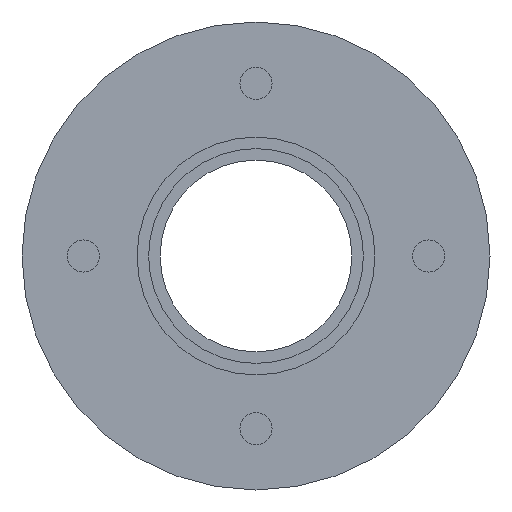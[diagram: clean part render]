
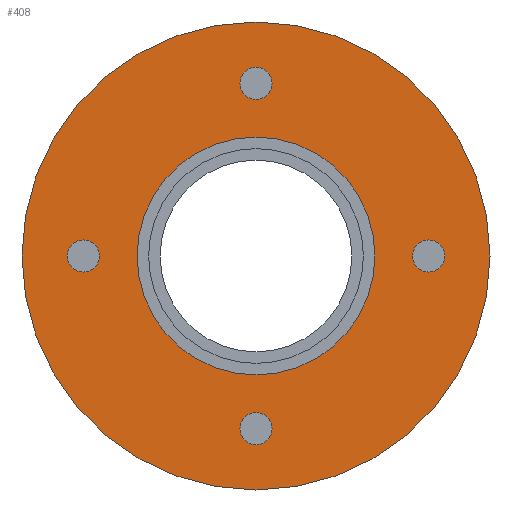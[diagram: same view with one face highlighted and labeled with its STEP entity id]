
A CAD part, left-side view. The second image highlights one B-rep face of the part: STEP entity #408.
In plain terms, the highlighted planar face has unit normal (-1, 0, 0).
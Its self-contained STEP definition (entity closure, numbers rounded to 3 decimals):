
#54=ORIENTED_EDGE('',*,*,#79,.T.);
#55=ORIENTED_EDGE('',*,*,#82,.T.);
#56=ORIENTED_EDGE('',*,*,#85,.T.);
#57=ORIENTED_EDGE('',*,*,#91,.T.);
#58=ORIENTED_EDGE('',*,*,#92,.F.);
#59=ORIENTED_EDGE('',*,*,#90,.T.);
#79=EDGE_CURVE('',#101,#101,#123,.T.);
#82=EDGE_CURVE('',#104,#104,#126,.T.);
#85=EDGE_CURVE('',#107,#107,#129,.T.);
#90=EDGE_CURVE('',#112,#112,#134,.T.);
#91=EDGE_CURVE('',#113,#113,#135,.T.);
#92=EDGE_CURVE('',#114,#114,#136,.T.);
#101=VERTEX_POINT('',#566);
#104=VERTEX_POINT('',#575);
#107=VERTEX_POINT('',#584);
#112=VERTEX_POINT('',#597);
#113=VERTEX_POINT('',#600);
#114=VERTEX_POINT('',#602);
#123=CIRCLE('',#428,4.188);
#126=CIRCLE('',#434,4.188);
#129=CIRCLE('',#440,4.188);
#134=CIRCLE('',#448,61.);
#135=CIRCLE('',#450,4.188);
#136=CIRCLE('',#451,31.);
#164=EDGE_LOOP('',(#54));
#165=EDGE_LOOP('',(#55));
#166=EDGE_LOOP('',(#56));
#167=EDGE_LOOP('',(#57));
#168=EDGE_LOOP('',(#58));
#169=EDGE_LOOP('',(#59));
#208=FACE_BOUND('',#164,.T.);
#209=FACE_BOUND('',#165,.T.);
#210=FACE_BOUND('',#166,.T.);
#211=FACE_BOUND('',#167,.T.);
#212=FACE_BOUND('',#168,.T.);
#213=FACE_BOUND('',#169,.T.);
#235=PLANE('',#449);
#408=ADVANCED_FACE('',(#208,#209,#210,#211,#212,#213),#235,.F.);
#428=AXIS2_PLACEMENT_3D('',#565,#479,#480);
#434=AXIS2_PLACEMENT_3D('',#574,#491,#492);
#440=AXIS2_PLACEMENT_3D('',#583,#503,#504);
#448=AXIS2_PLACEMENT_3D('',#596,#519,#520);
#449=AXIS2_PLACEMENT_3D('',#598,#521,#522);
#450=AXIS2_PLACEMENT_3D('',#599,#523,#524);
#451=AXIS2_PLACEMENT_3D('',#601,#525,#526);
#479=DIRECTION('',(1.,0.,0.));
#480=DIRECTION('',(0.,1.,0.));
#491=DIRECTION('',(1.,0.,0.));
#492=DIRECTION('',(0.,0.,-1.));
#503=DIRECTION('',(1.,0.,0.));
#504=DIRECTION('',(0.,-1.,0.));
#519=DIRECTION('',(-1.,0.,0.));
#520=DIRECTION('',(0.,0.,1.));
#521=DIRECTION('',(1.,0.,0.));
#522=DIRECTION('',(0.,0.,-1.));
#523=DIRECTION('',(1.,0.,0.));
#524=DIRECTION('',(0.,0.,1.));
#525=DIRECTION('',(-1.,0.,0.));
#526=DIRECTION('',(0.,0.,1.));
#565=CARTESIAN_POINT('',(-34.,45.,0.));
#566=CARTESIAN_POINT('',(-34.,49.188,0.));
#574=CARTESIAN_POINT('',(-34.,0.,-45.));
#575=CARTESIAN_POINT('',(-34.,0.,-49.188));
#583=CARTESIAN_POINT('',(-34.,-45.,0.));
#584=CARTESIAN_POINT('',(-34.,-49.188,0.));
#596=CARTESIAN_POINT('',(-34.,0.,0.));
#597=CARTESIAN_POINT('',(-34.,0.,61.));
#598=CARTESIAN_POINT('',(-34.,0.,61.));
#599=CARTESIAN_POINT('',(-34.,0.,45.));
#600=CARTESIAN_POINT('',(-34.,0.,49.188));
#601=CARTESIAN_POINT('',(-34.,0.,0.));
#602=CARTESIAN_POINT('',(-34.,0.,31.));
